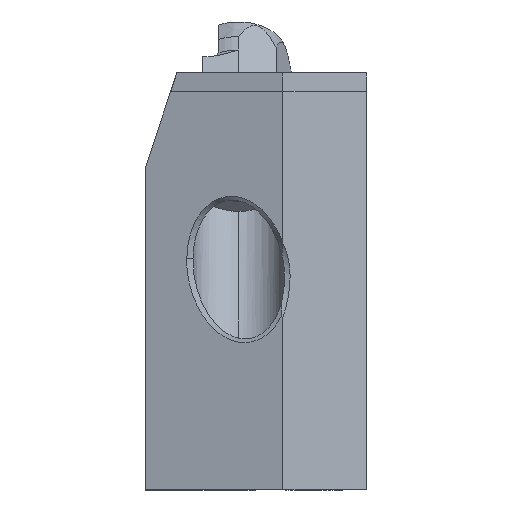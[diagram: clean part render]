
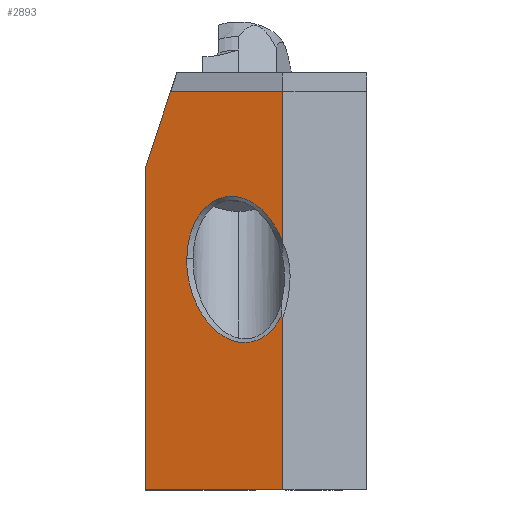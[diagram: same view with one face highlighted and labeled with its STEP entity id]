
A CAD part, left-side view. The second image highlights one B-rep face of the part: STEP entity #2893.
In plain terms, the highlighted planar face has unit normal (-0.983, 0.182, 0).
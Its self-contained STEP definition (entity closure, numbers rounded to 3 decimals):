
#216 = CARTESIAN_POINT ( 'NONE',  ( -34.239, 0.59, 114.34 ) ) ;
#223 = CARTESIAN_POINT ( 'NONE',  ( -31.605, 14.796, 109.606 ) ) ;
#248 = CARTESIAN_POINT ( 'NONE',  ( -34.426, -0.416, 112.096 ) ) ;
#312 = CARTESIAN_POINT ( 'NONE',  ( -31.995, 12.696, 101.201 ) ) ;
#511 = CARTESIAN_POINT ( 'NONE',  ( -34.426, -0.416, 136. ) ) ;
#516 = ORIENTED_EDGE ( 'NONE', *, *, #1798, .T. ) ;
#540 = CARTESIAN_POINT ( 'NONE',  ( -31.134, 17.34, 136. ) ) ;
#642 = LINE ( 'NONE', #1644, #2462 ) ;
#722 = CARTESIAN_POINT ( 'NONE',  ( -33.561, 4.247, 118.444 ) ) ;
#730 = DIRECTION ( 'NONE',  ( 0., 0., -1. ) ) ;
#735 = DIRECTION ( 'NONE',  ( -0.059, -0.316, 0.947 ) ) ;
#753 = LINE ( 'NONE', #6189, #6006 ) ;
#801 = CARTESIAN_POINT ( 'NONE',  ( -31.633, 14.649, 107.094 ) ) ;
#827 = CARTESIAN_POINT ( 'NONE',  ( -34.198, 0.812, 98.805 ) ) ;
#837 = ORIENTED_EDGE ( 'NONE', *, *, #1148, .F. ) ;
#853 = CARTESIAN_POINT ( 'NONE',  ( -31.726, 14.148, 104.606 ) ) ;
#1148 = EDGE_CURVE ( 'NONE', #6085, #5052, #5519, .T. ) ;
#1197 = CARTESIAN_POINT ( 'NONE',  ( -34.426, -0.416, 100.327 ) ) ;
#1259 = ORIENTED_EDGE ( 'NONE', *, *, #2827, .T. ) ;
#1320 = CARTESIAN_POINT ( 'NONE',  ( -33.009, 7.223, 96.481 ) ) ;
#1366 = CARTESIAN_POINT ( 'NONE',  ( -33.499, 4.585, 96.358 ) ) ;
#1428 = ORIENTED_EDGE ( 'NONE', *, *, #5037, .F. ) ;
#1434 = DIRECTION ( 'NONE',  ( -0.182, -0.983, 0. ) ) ;
#1474 = EDGE_CURVE ( 'NONE', #1926, #4130, #2326, .T. ) ;
#1500 = VERTEX_POINT ( 'NONE', #540 ) ;
#1634 = EDGE_CURVE ( 'NONE', #6237, #1500, #3651, .T. ) ;
#1644 = CARTESIAN_POINT ( 'NONE',  ( -30.392, 21.34, 174.903 ) ) ;
#1699 = CARTESIAN_POINT ( 'NONE',  ( -31.75, 14.017, 114.318 ) ) ;
#1721 = CARTESIAN_POINT ( 'NONE',  ( -32.588, 9.494, 119.243 ) ) ;
#1764 = CARTESIAN_POINT ( 'NONE',  ( -31.605, 14.796, 109.606 ) ) ;
#1798 = EDGE_CURVE ( 'NONE', #5777, #5052, #3285, .T. ) ;
#1802 = VERTEX_POINT ( 'NONE', #6117 ) ;
#1926 = VERTEX_POINT ( 'NONE', #511 ) ;
#1994 = DIRECTION ( 'NONE',  ( 0., 0., -1. ) ) ;
#2012 = CARTESIAN_POINT ( 'NONE',  ( -34.426, -0.416, 73. ) ) ;
#2186 = CARTESIAN_POINT ( 'NONE',  ( -32.908, 7.772, 119.525 ) ) ;
#2226 = CARTESIAN_POINT ( 'NONE',  ( -32.159, 11.809, 117.82 ) ) ;
#2228 = VERTEX_POINT ( 'NONE', #223 ) ;
#2289 = CARTESIAN_POINT ( 'NONE',  ( -33.804, 2.936, 96.956 ) ) ;
#2325 = EDGE_CURVE ( 'NONE', #6237, #5777, #642, .T. ) ;
#2326 = LINE ( 'NONE', #2953, #4244 ) ;
#2367 = DIRECTION ( 'NONE',  ( -0.182, -0.983, 0. ) ) ;
#2462 = VECTOR ( 'NONE', #730, 1000. ) ;
#2658 = CARTESIAN_POINT ( 'NONE',  ( -33.863, 2.622, 117.135 ) ) ;
#2674 = ORIENTED_EDGE ( 'NONE', *, *, #1634, .F. ) ;
#2678 = CARTESIAN_POINT ( 'NONE',  ( -34.415, -0.356, 100.431 ) ) ;
#2697 = CARTESIAN_POINT ( 'NONE',  ( -31.604, 14.805, 108.983 ) ) ;
#2704 = CARTESIAN_POINT ( 'NONE',  ( -34.426, -0.416, 174.903 ) ) ;
#2727 = PLANE ( 'NONE',  #3886 ) ;
#2764 = EDGE_CURVE ( 'NONE', #2228, #4130, #4821, .T. ) ;
#2811 = CARTESIAN_POINT ( 'NONE',  ( -30.392, 21.34, 124. ) ) ;
#2815 = CARTESIAN_POINT ( 'NONE',  ( -34.391, -0.23, 100.633 ) ) ;
#2827 = EDGE_CURVE ( 'NONE', #6085, #1802, #4924, .T. ) ;
#2893 = ADVANCED_FACE ( 'NONE', ( #4595 ), #2727, .F. ) ;
#2953 = CARTESIAN_POINT ( 'NONE',  ( -34.426, -0.416, 174.903 ) ) ;
#3145 = CARTESIAN_POINT ( 'NONE',  ( -31.638, 14.618, 112.071 ) ) ;
#3206 = VECTOR ( 'NONE', #735, 1000. ) ;
#3222 = CARTESIAN_POINT ( 'NONE',  ( -33.947, 2.169, 97.453 ) ) ;
#3285 = LINE ( 'NONE', #4210, #4168 ) ;
#3291 = DIRECTION ( 'NONE',  ( 0.182, 0.983, 0. ) ) ;
#3317 = ORIENTED_EDGE ( 'NONE', *, *, #2764, .T. ) ;
#3536 = ORIENTED_EDGE ( 'NONE', *, *, #1474, .F. ) ;
#3576 = CARTESIAN_POINT ( 'NONE',  ( -34.341, 0.041, 113.252 ) ) ;
#3599 = CARTESIAN_POINT ( 'NONE',  ( -32.436, 10.316, 118.896 ) ) ;
#3617 = CARTESIAN_POINT ( 'NONE',  ( -34.184, 0.891, 114.855 ) ) ;
#3651 = LINE ( 'NONE', #6099, #3206 ) ;
#3653 = CARTESIAN_POINT ( 'NONE',  ( -31.605, 14.796, 109.606 ) ) ;
#3724 = CARTESIAN_POINT ( 'NONE',  ( -31.801, 13.743, 103.408 ) ) ;
#3749 = CARTESIAN_POINT ( 'NONE',  ( -33.207, 6.157, 174.903 ) ) ;
#3886 = AXIS2_PLACEMENT_3D ( 'NONE', #3749, #5629, #3291 ) ;
#4065 = CARTESIAN_POINT ( 'NONE',  ( -34.386, -0.202, 112.686 ) ) ;
#4130 = VERTEX_POINT ( 'NONE', #4344 ) ;
#4168 = VECTOR ( 'NONE', #2367, 1000. ) ;
#4170 = CARTESIAN_POINT ( 'NONE',  ( -32.531, 9.805, 97.809 ) ) ;
#4191 = CARTESIAN_POINT ( 'NONE',  ( -31.609, 14.777, 108.354 ) ) ;
#4210 = CARTESIAN_POINT ( 'NONE',  ( -33.207, 6.157, 73. ) ) ;
#4212 = CARTESIAN_POINT ( 'NONE',  ( -34.306, 0.231, 99.651 ) ) ;
#4244 = VECTOR ( 'NONE', #1994, 1000. ) ;
#4344 = CARTESIAN_POINT ( 'NONE',  ( -34.426, -0.416, 112.096 ) ) ;
#4393 = VECTOR ( 'NONE', #6055, 1000. ) ;
#4444 = ORIENTED_EDGE ( 'NONE', *, *, #2325, .T. ) ;
#4595 = FACE_OUTER_BOUND ( 'NONE', #4916, .T. ) ;
#4606 = CARTESIAN_POINT ( 'NONE',  ( -34.002, 1.873, 116.307 ) ) ;
#4691 = CARTESIAN_POINT ( 'NONE',  ( -32.113, 12.058, 100.203 ) ) ;
#4821 = B_SPLINE_CURVE_WITH_KNOTS ( 'NONE', 3,
 ( #1764, #5966, #3145, #1699, #5000, #5040, #2226, #3599, #1721, #2186, #5022, #5515, #722, #2658, #4606, #3617, #216, #3576, #4065, #248 ),
 .UNSPECIFIED., .F., .F.,
 ( 4, 2, 2, 2, 2, 2, 2, 2, 2, 4 ),
 ( 0.499, 0.562, 0.624, 0.687, 0.75, 0.812, 0.875, 0.937, 0.969, 1. ),
 .UNSPECIFIED. ) ;
#4916 = EDGE_LOOP ( 'NONE', ( #837, #1259, #5196, #3317, #3536, #1428, #2674, #4444, #516 ) ) ;
#4924 = B_SPLINE_CURVE_WITH_KNOTS ( 'NONE', 3,
 ( #1197, #2678, #6168, #2815 ),
 .UNSPECIFIED., .F., .F.,
 ( 4, 4 ),
 ( 0., 1. ),
 .UNSPECIFIED. ) ;
#5000 = CARTESIAN_POINT ( 'NONE',  ( -31.831, 13.58, 115.341 ) ) ;
#5022 = CARTESIAN_POINT ( 'NONE',  ( -33.073, 6.881, 119.459 ) ) ;
#5037 = EDGE_CURVE ( 'NONE', #1500, #1926, #753, .T. ) ;
#5040 = CARTESIAN_POINT ( 'NONE',  ( -32.036, 12.474, 117.097 ) ) ;
#5052 = VERTEX_POINT ( 'NONE', #2012 ) ;
#5196 = ORIENTED_EDGE ( 'NONE', *, *, #6049, .T. ) ;
#5515 = CARTESIAN_POINT ( 'NONE',  ( -33.401, 5.113, 118.917 ) ) ;
#5519 = LINE ( 'NONE', #2704, #4393 ) ;
#5556 = CARTESIAN_POINT ( 'NONE',  ( -31.651, 14.55, 106.468 ) ) ;
#5575 = CARTESIAN_POINT ( 'NONE',  ( -34.391, -0.23, 100.633 ) ) ;
#5600 = CARTESIAN_POINT ( 'NONE',  ( -32.846, 8.107, 96.796 ) ) ;
#5601 = B_SPLINE_CURVE_WITH_KNOTS ( 'NONE', 3,
 ( #5575, #4212, #827, #3222, #2289, #1366, #5623, #1320, #5600, #4170, #6119, #4691, #312, #3724, #853, #5556, #801, #4191, #2697, #3653 ),
 .UNSPECIFIED., .F., .F.,
 ( 4, 2, 2, 2, 2, 2, 2, 2, 2, 4 ),
 ( 0., 0.062, 0.125, 0.187, 0.25, 0.312, 0.374, 0.437, 0.468, 0.499 ),
 .UNSPECIFIED. ) ;
#5623 = CARTESIAN_POINT ( 'NONE',  ( -33.337, 5.457, 96.261 ) ) ;
#5629 = DIRECTION ( 'NONE',  ( 0.983, -0.182, 0. ) ) ;
#5736 = CARTESIAN_POINT ( 'NONE',  ( -34.426, -0.416, 100.327 ) ) ;
#5777 = VERTEX_POINT ( 'NONE', #5852 ) ;
#5852 = CARTESIAN_POINT ( 'NONE',  ( -30.392, 21.34, 73. ) ) ;
#5966 = CARTESIAN_POINT ( 'NONE',  ( -31.608, 14.78, 110.855 ) ) ;
#6006 = VECTOR ( 'NONE', #1434, 1000. ) ;
#6049 = EDGE_CURVE ( 'NONE', #1802, #2228, #5601, .T. ) ;
#6055 = DIRECTION ( 'NONE',  ( 0., 0., -1. ) ) ;
#6085 = VERTEX_POINT ( 'NONE', #5736 ) ;
#6099 = CARTESIAN_POINT ( 'NONE',  ( -31.33, 16.282, 139.172 ) ) ;
#6117 = CARTESIAN_POINT ( 'NONE',  ( -34.391, -0.23, 100.633 ) ) ;
#6119 = CARTESIAN_POINT ( 'NONE',  ( -32.382, 10.609, 98.503 ) ) ;
#6168 = CARTESIAN_POINT ( 'NONE',  ( -34.403, -0.295, 100.531 ) ) ;
#6189 = CARTESIAN_POINT ( 'NONE',  ( -34.426, -0.416, 136. ) ) ;
#6237 = VERTEX_POINT ( 'NONE', #2811 ) ;
